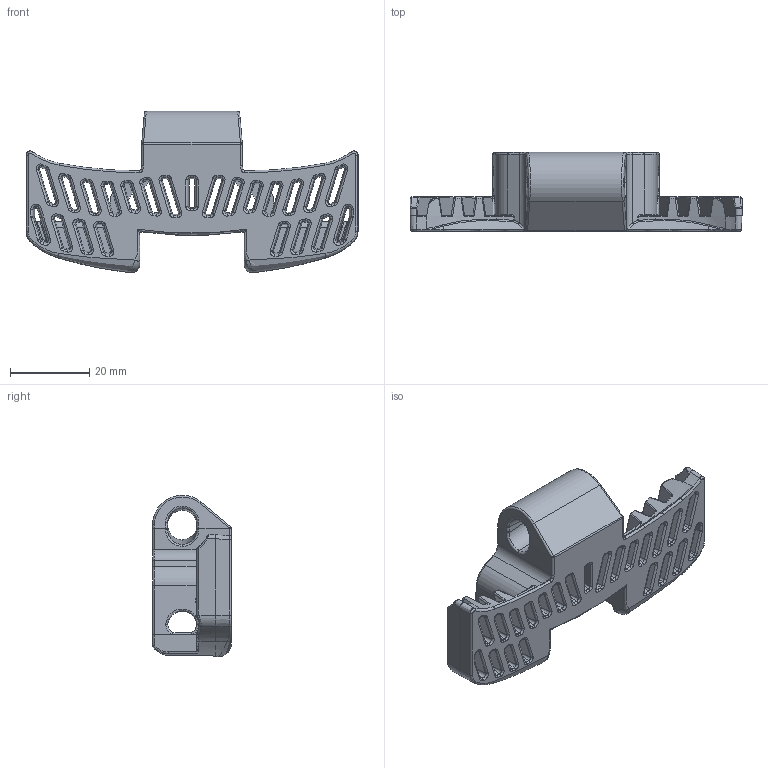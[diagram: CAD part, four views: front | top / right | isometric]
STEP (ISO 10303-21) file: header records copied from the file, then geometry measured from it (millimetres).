
FILE_DESCRIPTION((''),'2;1');
FILE_NAME('P1635','2024-05-23T08:56:43',('joakim.vodder'),(''),'CREO PARAMETRIC BY PTC INC, 2023134','CREO PARAMETRIC BY PTC INC, 2023134','');
FILE_SCHEMA(('AUTOMOTIVE_DESIGN { 1 0 10303 214 1 1 1 1 }'));
Products named in the file (1): P1635
Bounding box: 83.7 x 19.9 x 40.69 mm (x, y, z)
Volume: 17219.3 mm3; surface area: 11659 mm2
Topology: 1 solids, 1 shells, 1010 faces, 2422 edges, 1406 vertices
Faces by surface type: cylinder 260, bspline 254, torus 160, plane 156, cone 136, sphere 42, extrusion 2
Entity records: 54459 total; most frequent: CARTESIAN_POINT 25281, ORIENTED_EDGE 4840, DIRECTION 4318, PRESENTATION_STYLE_ASSIGNMENT 2421, STYLED_ITEM 2421, CURVE_STYLE 2420, EDGE_CURVE 2420, AXIS2_PLACEMENT_3D 1774
